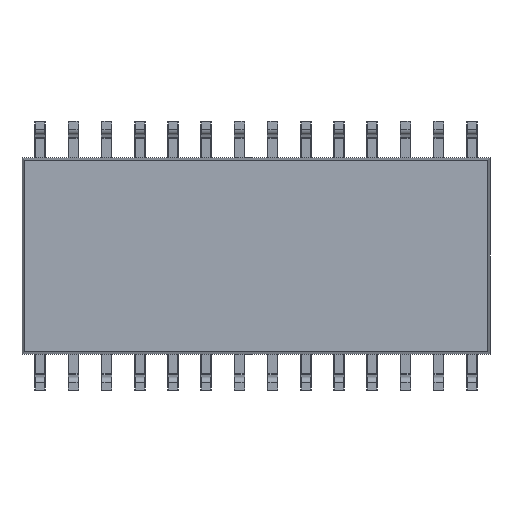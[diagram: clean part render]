
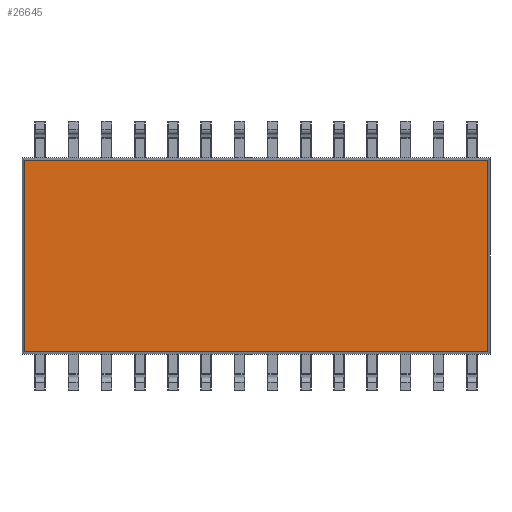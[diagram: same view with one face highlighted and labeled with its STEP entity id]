
A CAD part, front view. The second image highlights one B-rep face of the part: STEP entity #26645.
In plain terms, the highlighted planar face has unit normal (0, -1, 0).
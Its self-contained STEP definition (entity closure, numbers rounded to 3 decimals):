
#1707 = LINE ( 'NONE', #26514, #6196 ) ;
#2633 = VECTOR ( 'NONE', #12298, 1000. ) ;
#3400 = CARTESIAN_POINT ( 'NONE',  ( 0., 0.25, 0. ) ) ;
#5099 = DIRECTION ( 'NONE',  ( -1., 0., 0. ) ) ;
#5482 = DIRECTION ( 'NONE',  ( 0., 0., 1. ) ) ;
#5676 = PLANE ( 'NONE',  #15118 ) ;
#6196 = VECTOR ( 'NONE', #17816, 1000. ) ;
#6405 = ORIENTED_EDGE ( 'NONE', *, *, #24365, .T. ) ;
#7007 = VECTOR ( 'NONE', #5482, 1000. ) ;
#8215 = EDGE_CURVE ( 'NONE', #8235, #24788, #20925, .T. ) ;
#8235 = VERTEX_POINT ( 'NONE', #22855 ) ;
#8619 = CARTESIAN_POINT ( 'NONE',  ( 8.869, 0.25, -3.669 ) ) ;
#9488 = VERTEX_POINT ( 'NONE', #8619 ) ;
#11173 = EDGE_CURVE ( 'NONE', #24788, #21046, #12217, .T. ) ;
#12217 = LINE ( 'NONE', #25018, #2633 ) ;
#12298 = DIRECTION ( 'NONE',  ( 0., 0., -1. ) ) ;
#13187 = EDGE_LOOP ( 'NONE', ( #24259, #16777, #6405, #17348 ) ) ;
#13301 = CARTESIAN_POINT ( 'NONE',  ( -8.869, 0.25, 3.669 ) ) ;
#14379 = DIRECTION ( 'NONE',  ( 0., 1., 0. ) ) ;
#14888 = LINE ( 'NONE', #18294, #7007 ) ;
#15118 = AXIS2_PLACEMENT_3D ( 'NONE', #3400, #14379, #25078 ) ;
#16777 = ORIENTED_EDGE ( 'NONE', *, *, #27060, .T. ) ;
#17348 = ORIENTED_EDGE ( 'NONE', *, *, #8215, .T. ) ;
#17816 = DIRECTION ( 'NONE',  ( 1., 0., 0. ) ) ;
#18281 = CARTESIAN_POINT ( 'NONE',  ( 0., 0.25, 3.669 ) ) ;
#18294 = CARTESIAN_POINT ( 'NONE',  ( 8.869, 0.25, 0. ) ) ;
#18911 = CARTESIAN_POINT ( 'NONE',  ( -8.869, 0.25, -3.669 ) ) ;
#20925 = LINE ( 'NONE', #18281, #24361 ) ;
#21046 = VERTEX_POINT ( 'NONE', #18911 ) ;
#22855 = CARTESIAN_POINT ( 'NONE',  ( 8.869, 0.25, 3.669 ) ) ;
#24259 = ORIENTED_EDGE ( 'NONE', *, *, #11173, .T. ) ;
#24361 = VECTOR ( 'NONE', #5099, 1000. ) ;
#24365 = EDGE_CURVE ( 'NONE', #9488, #8235, #14888, .T. ) ;
#24788 = VERTEX_POINT ( 'NONE', #13301 ) ;
#25018 = CARTESIAN_POINT ( 'NONE',  ( -8.869, 0.25, 0. ) ) ;
#25078 = DIRECTION ( 'NONE',  ( 0., 0., 1. ) ) ;
#26084 = FACE_OUTER_BOUND ( 'NONE', #13187, .T. ) ;
#26514 = CARTESIAN_POINT ( 'NONE',  ( 0., 0.25, -3.669 ) ) ;
#26645 = ADVANCED_FACE ( 'NONE', ( #26084 ), #5676, .F. ) ;
#27060 = EDGE_CURVE ( 'NONE', #21046, #9488, #1707, .T. ) ;
